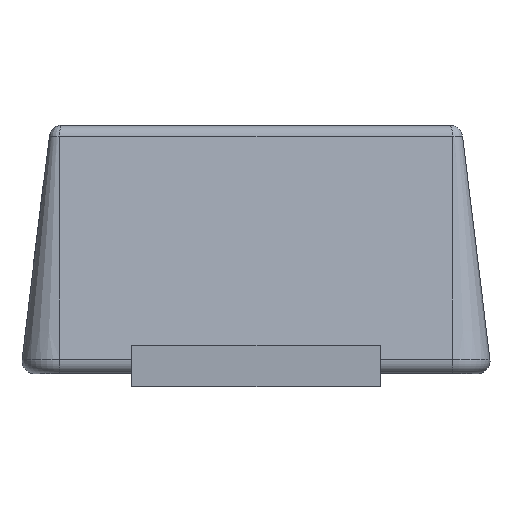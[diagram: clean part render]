
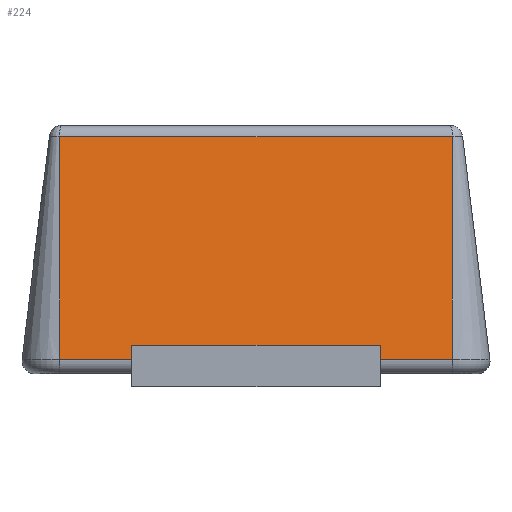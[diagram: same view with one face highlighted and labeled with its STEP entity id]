
A CAD part, left-side view. The second image highlights one B-rep face of the part: STEP entity #224.
In plain terms, the highlighted planar face has unit normal (-0.993, 0, 0.122).
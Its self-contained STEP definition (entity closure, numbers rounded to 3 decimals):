
#7 = CARTESIAN_POINT ( 'NONE',  ( -1.289, 0.75, 0.906 ) ) ;
#158 = CARTESIAN_POINT ( 'NONE',  ( -1.4, 0.475, 0. ) ) ;
#224 = ADVANCED_FACE ( 'NONE', ( #10383 ), #2022, .T. ) ;
#586 = EDGE_CURVE ( 'NONE', #6178, #11552, #10648, .T. ) ;
#960 = ORIENTED_EDGE ( 'NONE', *, *, #4536, .F. ) ;
#1139 = ORIENTED_EDGE ( 'NONE', *, *, #11613, .T. ) ;
#1393 = DIRECTION ( 'NONE',  ( 0., 1., 0. ) ) ;
#1877 = CARTESIAN_POINT ( 'NONE',  ( -1.393, -0.75, 0.056 ) ) ;
#2022 = PLANE ( 'NONE',  #4977 ) ;
#2084 = CARTESIAN_POINT ( 'NONE',  ( -1.4, -0.75, 0. ) ) ;
#2166 = DIRECTION ( 'NONE',  ( -0.122, 0., -0.993 ) ) ;
#2378 = CARTESIAN_POINT ( 'NONE',  ( -1.4, -0.475, 0. ) ) ;
#2491 = ORIENTED_EDGE ( 'NONE', *, *, #9960, .T. ) ;
#2864 = ORIENTED_EDGE ( 'NONE', *, *, #2958, .T. ) ;
#2958 = EDGE_CURVE ( 'NONE', #5486, #3783, #5863, .T. ) ;
#3305 = VECTOR ( 'NONE', #11436, 1000. ) ;
#3373 = DIRECTION ( 'NONE',  ( -0.122, 0., -0.993 ) ) ;
#3399 = LINE ( 'NONE', #7529, #11479 ) ;
#3472 = DIRECTION ( 'NONE',  ( -0.122, 0., -0.993 ) ) ;
#3783 = VERTEX_POINT ( 'NONE', #1877 ) ;
#3874 = CARTESIAN_POINT ( 'NONE',  ( -1.289, -0.75, 0.906 ) ) ;
#4006 = CARTESIAN_POINT ( 'NONE',  ( -1.393, 0.75, 0.056 ) ) ;
#4241 = LINE ( 'NONE', #9528, #12102 ) ;
#4536 = EDGE_CURVE ( 'NONE', #8978, #6178, #3399, .T. ) ;
#4758 = ORIENTED_EDGE ( 'NONE', *, *, #11969, .F. ) ;
#4946 = ORIENTED_EDGE ( 'NONE', *, *, #586, .F. ) ;
#4977 = AXIS2_PLACEMENT_3D ( 'NONE', #9102, #5048, #13207 ) ;
#4999 = CARTESIAN_POINT ( 'NONE',  ( -1.393, 0.475, 0.056 ) ) ;
#5048 = DIRECTION ( 'NONE',  ( -0.993, 0., 0.122 ) ) ;
#5303 = VERTEX_POINT ( 'NONE', #7 ) ;
#5486 = VERTEX_POINT ( 'NONE', #10002 ) ;
#5555 = CARTESIAN_POINT ( 'NONE',  ( -1.289, -0.75, 0.906 ) ) ;
#5863 = LINE ( 'NONE', #7021, #9715 ) ;
#5928 = LINE ( 'NONE', #2084, #8619 ) ;
#6103 = EDGE_LOOP ( 'NONE', ( #4946, #960, #1139, #2864, #4758, #8124, #11579, #2491 ) ) ;
#6178 = VERTEX_POINT ( 'NONE', #8447 ) ;
#6562 = CARTESIAN_POINT ( 'NONE',  ( -1.393, -0.75, 0.056 ) ) ;
#6834 = EDGE_CURVE ( 'NONE', #11120, #5303, #8944, .T. ) ;
#7021 = CARTESIAN_POINT ( 'NONE',  ( -1.393, -0.75, 0.056 ) ) ;
#7529 = CARTESIAN_POINT ( 'NONE',  ( -1.386, -0.75, 0.11 ) ) ;
#8124 = ORIENTED_EDGE ( 'NONE', *, *, #6834, .T. ) ;
#8253 = EDGE_CURVE ( 'NONE', #5303, #12317, #4241, .T. ) ;
#8447 = CARTESIAN_POINT ( 'NONE',  ( -1.386, 0.475, 0.11 ) ) ;
#8619 = VECTOR ( 'NONE', #13209, 1000. ) ;
#8645 = VECTOR ( 'NONE', #3472, 1000. ) ;
#8944 = LINE ( 'NONE', #3874, #12149 ) ;
#8978 = VERTEX_POINT ( 'NONE', #11589 ) ;
#9102 = CARTESIAN_POINT ( 'NONE',  ( -1.4, -0.75, 0. ) ) ;
#9387 = LINE ( 'NONE', #2378, #12275 ) ;
#9528 = CARTESIAN_POINT ( 'NONE',  ( -1.4, 0.75, 0. ) ) ;
#9715 = VECTOR ( 'NONE', #9991, 1000. ) ;
#9960 = EDGE_CURVE ( 'NONE', #12317, #11552, #10632, .T. ) ;
#9991 = DIRECTION ( 'NONE',  ( 0., -1., 0. ) ) ;
#10002 = CARTESIAN_POINT ( 'NONE',  ( -1.393, -0.475, 0.056 ) ) ;
#10383 = FACE_OUTER_BOUND ( 'NONE', #6103, .T. ) ;
#10632 = LINE ( 'NONE', #6562, #3305 ) ;
#10648 = LINE ( 'NONE', #158, #8645 ) ;
#10926 = DIRECTION ( 'NONE',  ( 0., 1., 0. ) ) ;
#11120 = VERTEX_POINT ( 'NONE', #5555 ) ;
#11436 = DIRECTION ( 'NONE',  ( 0., -1., 0. ) ) ;
#11479 = VECTOR ( 'NONE', #1393, 1000. ) ;
#11552 = VERTEX_POINT ( 'NONE', #4999 ) ;
#11579 = ORIENTED_EDGE ( 'NONE', *, *, #8253, .T. ) ;
#11589 = CARTESIAN_POINT ( 'NONE',  ( -1.386, -0.475, 0.11 ) ) ;
#11613 = EDGE_CURVE ( 'NONE', #8978, #5486, #9387, .T. ) ;
#11969 = EDGE_CURVE ( 'NONE', #11120, #3783, #5928, .T. ) ;
#12102 = VECTOR ( 'NONE', #3373, 1000. ) ;
#12149 = VECTOR ( 'NONE', #10926, 1000. ) ;
#12275 = VECTOR ( 'NONE', #2166, 1000. ) ;
#12317 = VERTEX_POINT ( 'NONE', #4006 ) ;
#13207 = DIRECTION ( 'NONE',  ( 0.122, 0., 0.993 ) ) ;
#13209 = DIRECTION ( 'NONE',  ( -0.122, 0., -0.993 ) ) ;
